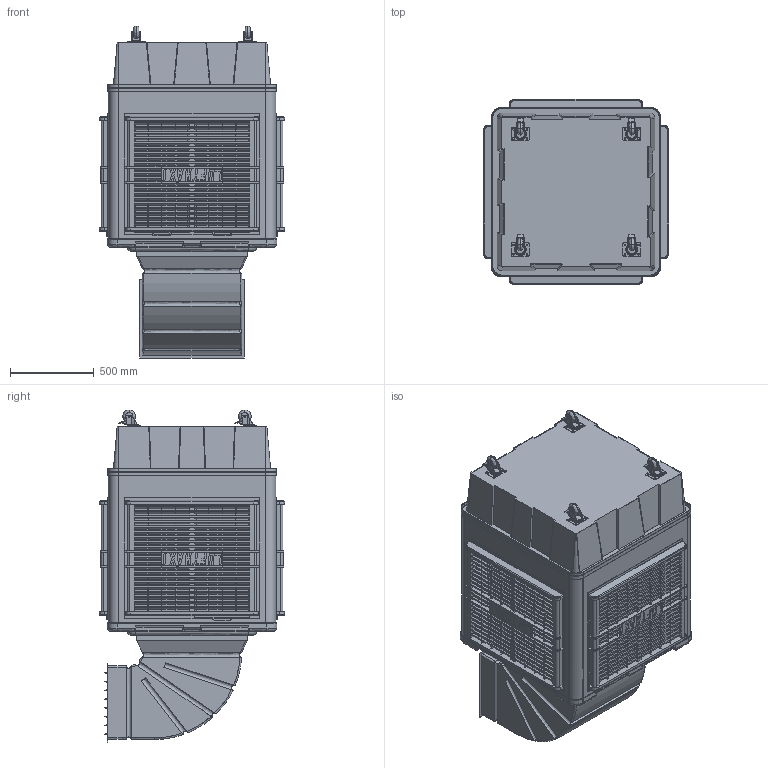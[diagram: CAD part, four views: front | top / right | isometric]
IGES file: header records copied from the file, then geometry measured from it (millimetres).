
Start section: SolidWorks IGES file using analytic representation for surfaces
Global section: file name: Climatizador Evaporativo -LF-20.000 Móvel-Big Tank.IGS; native system: SolidWorks 2018; preprocessor: SolidWorks 2018; author: Projetos01; date: 240930.100943; units: millimetre
Bounding box: 1104 x 1104 x 1980.38 mm (x, y, z)
Surface area: 28130535 mm2 (no closed solid volume)
Topology: 0 solids, 0 shells, 3575 faces, 38643 edges, 38643 vertices
Faces by surface type: bspline 3141, revolution 434
